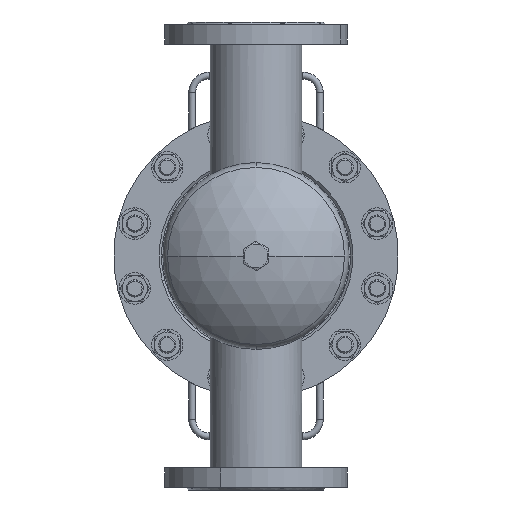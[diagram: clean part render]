
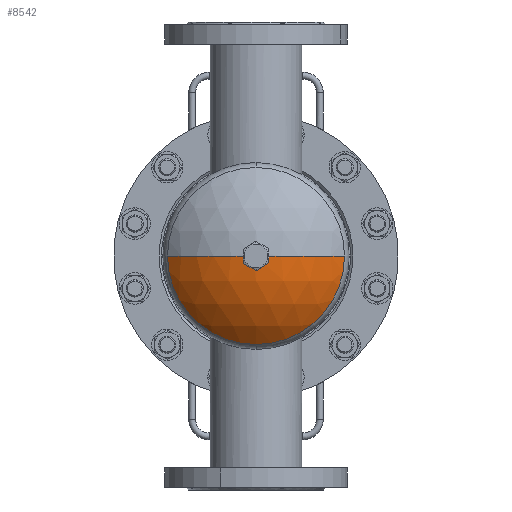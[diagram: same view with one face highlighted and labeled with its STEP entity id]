
A CAD part, front view. The second image highlights one B-rep face of the part: STEP entity #8542.
In plain terms, the highlighted spherical face has radius 143.052 mm.
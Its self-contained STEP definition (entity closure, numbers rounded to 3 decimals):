
#6 = DIRECTION ( 'NONE',  ( 0., 0., -1. ) ) ;
#17 = DIRECTION ( 'NONE',  ( 0., -1., 0. ) ) ;
#94 = CARTESIAN_POINT ( 'NONE',  ( -104.047, -32.122, 0. ) ) ;
#976 = VERTEX_POINT ( 'NONE', #5616 ) ;
#1251 = AXIS2_PLACEMENT_3D ( 'NONE', #13005, #16032, #11040 ) ;
#1415 = AXIS2_PLACEMENT_3D ( 'NONE', #22150, #16501, #18460 ) ;
#2862 = CIRCLE ( 'NONE', #12101, 143.051 ) ;
#2890 = CIRCLE ( 'NONE', #1415, 104.047 ) ;
#2990 = DIRECTION ( 'NONE',  ( 0., 0., -1. ) ) ;
#3000 = EDGE_CURVE ( 'NONE', #9964, #13298, #3506, .T. ) ;
#3391 = DIRECTION ( 'NONE',  ( 1., 0., 0. ) ) ;
#3506 = CIRCLE ( 'NONE', #4238, 143.051 ) ;
#3593 = DIRECTION ( 'NONE',  ( 0., 0., -1. ) ) ;
#4238 = AXIS2_PLACEMENT_3D ( 'NONE', #20737, #8827, #3391 ) ;
#4853 = FACE_OUTER_BOUND ( 'NONE', #7081, .T. ) ;
#5442 = CARTESIAN_POINT ( 'NONE',  ( 0., -32.122, 0. ) ) ;
#5616 = CARTESIAN_POINT ( 'NONE',  ( 0., -32.122, -104.047 ) ) ;
#5812 = ORIENTED_EDGE ( 'NONE', *, *, #9093, .T. ) ;
#6546 = CIRCLE ( 'NONE', #6942, 104.047 ) ;
#6697 = VERTEX_POINT ( 'NONE', #14463 ) ;
#6942 = AXIS2_PLACEMENT_3D ( 'NONE', #5442, #17, #3593 ) ;
#7081 = EDGE_LOOP ( 'NONE', ( #5812, #20842, #17993, #11663, #18429 ) ) ;
#7599 = EDGE_CURVE ( 'NONE', #976, #18938, #6546, .T. ) ;
#8542 = ADVANCED_FACE ( 'NONE', ( #4853 ), #11900, .T. ) ;
#8827 = DIRECTION ( 'NONE',  ( 0., 0., 1. ) ) ;
#9093 = EDGE_CURVE ( 'NONE', #9964, #976, #2890, .T. ) ;
#9964 = VERTEX_POINT ( 'NONE', #94 ) ;
#10051 = DIRECTION ( 'NONE',  ( -1., 0., 0. ) ) ;
#10443 = CARTESIAN_POINT ( 'NONE',  ( -8., -76.776, 0. ) ) ;
#11040 = DIRECTION ( 'NONE',  ( 0., 0., 1. ) ) ;
#11177 = CARTESIAN_POINT ( 'NONE',  ( 104.047, -32.122, 0. ) ) ;
#11663 = ORIENTED_EDGE ( 'NONE', *, *, #18144, .F. ) ;
#11720 = AXIS2_PLACEMENT_3D ( 'NONE', #17588, #6, #17361 ) ;
#11782 = CARTESIAN_POINT ( 'NONE',  ( 0., 66.051, 0. ) ) ;
#11900 = SPHERICAL_SURFACE ( 'NONE', #11720, 143.051 ) ;
#12101 = AXIS2_PLACEMENT_3D ( 'NONE', #11782, #2990, #10051 ) ;
#13005 = CARTESIAN_POINT ( 'NONE',  ( 0., -76.776, 0. ) ) ;
#13298 = VERTEX_POINT ( 'NONE', #10443 ) ;
#14463 = CARTESIAN_POINT ( 'NONE',  ( 8., -76.776, 0. ) ) ;
#16032 = DIRECTION ( 'NONE',  ( 0., -1., 0. ) ) ;
#16501 = DIRECTION ( 'NONE',  ( 0., -1., 0. ) ) ;
#17361 = DIRECTION ( 'NONE',  ( -1., 0., 0. ) ) ;
#17588 = CARTESIAN_POINT ( 'NONE',  ( 0., 66.051, 0. ) ) ;
#17993 = ORIENTED_EDGE ( 'NONE', *, *, #22659, .T. ) ;
#18144 = EDGE_CURVE ( 'NONE', #13298, #6697, #18245, .T. ) ;
#18245 = CIRCLE ( 'NONE', #1251, 8. ) ;
#18429 = ORIENTED_EDGE ( 'NONE', *, *, #3000, .F. ) ;
#18460 = DIRECTION ( 'NONE',  ( 0., 0., -1. ) ) ;
#18938 = VERTEX_POINT ( 'NONE', #11177 ) ;
#20737 = CARTESIAN_POINT ( 'NONE',  ( 0., 66.051, 0. ) ) ;
#20842 = ORIENTED_EDGE ( 'NONE', *, *, #7599, .T. ) ;
#22150 = CARTESIAN_POINT ( 'NONE',  ( 0., -32.122, 0. ) ) ;
#22659 = EDGE_CURVE ( 'NONE', #18938, #6697, #2862, .T. ) ;
